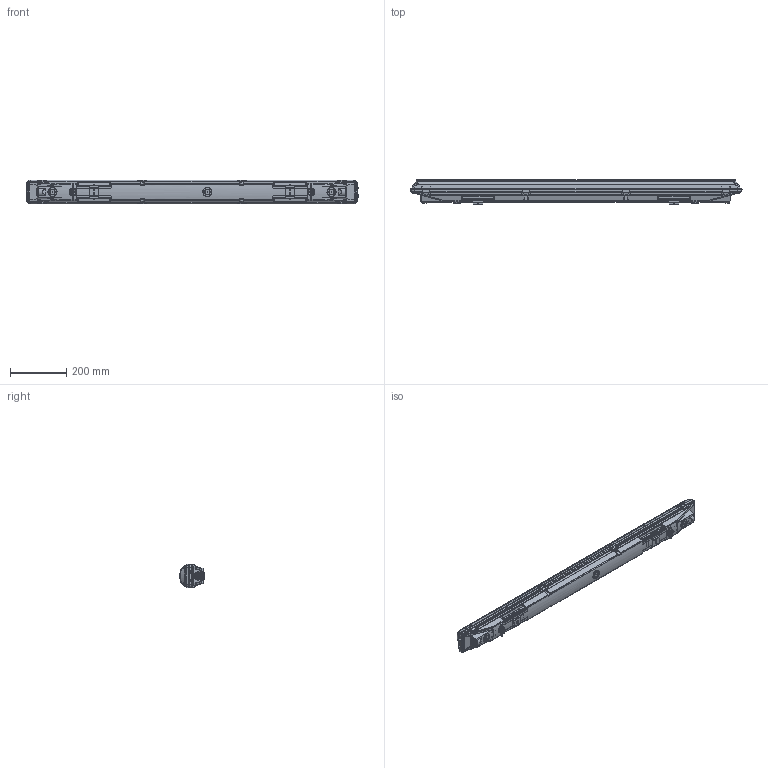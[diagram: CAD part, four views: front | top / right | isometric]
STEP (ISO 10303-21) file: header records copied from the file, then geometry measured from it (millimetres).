
FILE_DESCRIPTION((''),'2;1');
FILE_NAME('872_1200_BUTITOTT_A_ASM','2022-08-24T11:29:38',('banfi_a'),(''),'CREO PARAMETRIC BY PTC INC, 2018400','CREO PARAMETRIC BY PTC INC, 2018400','');
FILE_SCHEMA(('CONFIG_CONTROL_DESIGN'));
Length unit declared in the file: millimetre
Products named in the file (7): LAMPATEST_36W_872_V5_BU; BURA_36W_872_V3_BUT; BEKAZAR_LEMEZ_872-A01-04-M_BU; FUGGESZTOCLIPS-R_BU; VEGDUGO_STANDARD; IP66_VEGDUGO_V2_2014_02_05; 872_1200_BUTITOTT_A_ASM
Assembly tree (14 placements, depth 2):
  872_1200_BUTITOTT_A_ASM
    LAMPATEST_36W_872_V5_BU
    BURA_36W_872_V3_BUT
    BEKAZAR_LEMEZ_872-A01-04-M_BU  x8
    FUGGESZTOCLIPS-R_BU  x2
    VEGDUGO_STANDARD
    IP66_VEGDUGO_V2_2014_02_05
Bounding box: 1185 x 88.54 x 85.17 mm (x, y, z)
Volume: 518165.1 mm3; surface area: 788441.2 mm2
Topology: 15 solids, 15 shells, 6506 faces, 15367 edges, 8924 vertices
Faces by surface type: cylinder 2385, plane 1991, bspline 1488, sphere 338, cone 194, torus 110
Entity records: 240600 total; most frequent: CARTESIAN_POINT 129323, ORIENTED_EDGE 25130, DIRECTION 20498, EDGE_CURVE 12565, AXIS2_PLACEMENT_3D 7609, VERTEX_POINT 7284, EDGE_LOOP 5425, FACE_OUTER_BOUND 5348
